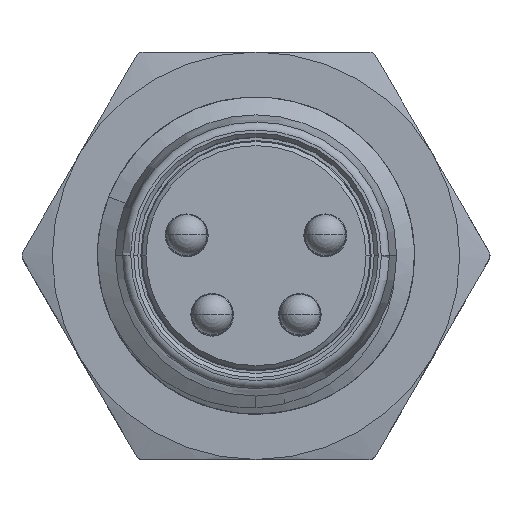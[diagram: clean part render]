
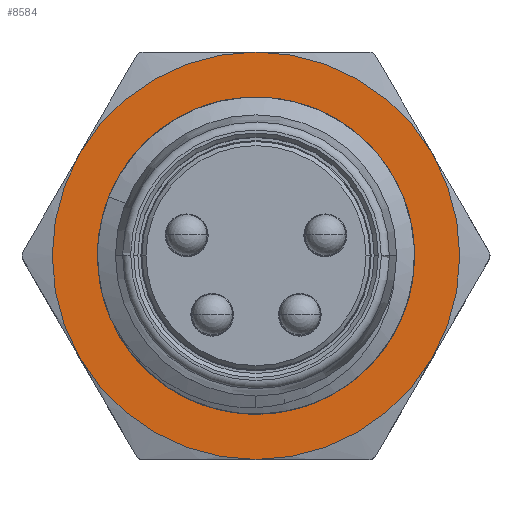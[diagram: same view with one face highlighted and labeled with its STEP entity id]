
A CAD part, top view. The second image highlights one B-rep face of the part: STEP entity #8584.
In plain terms, the highlighted planar face has unit normal (0, 0, 1).
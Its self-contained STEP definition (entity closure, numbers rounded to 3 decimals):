
#62=CARTESIAN_POINT('',(0.,0.,2.));
#63=DIRECTION('',(0.,0.,1.));
#64=DIRECTION('',(-0.866,0.5,0.));
#65=AXIS2_PLACEMENT_3D('',#62,#63,#64);
#76=CARTESIAN_POINT('',(0.,0.,2.));
#77=DIRECTION('',(0.,0.,1.));
#78=DIRECTION('',(0.,1.,0.));
#79=AXIS2_PLACEMENT_3D('',#76,#77,#78);
#81=CARTESIAN_POINT('',(0.,0.,2.));
#82=DIRECTION('',(0.,0.,1.));
#83=DIRECTION('',(0.866,0.5,0.));
#84=AXIS2_PLACEMENT_3D('',#81,#82,#83);
#86=CARTESIAN_POINT('',(0.,0.,2.));
#87=DIRECTION('',(0.,0.,1.));
#88=DIRECTION('',(0.,-1.,0.));
#89=AXIS2_PLACEMENT_3D('',#86,#87,#88);
#91=CARTESIAN_POINT('',(0.,0.,2.));
#92=DIRECTION('',(0.,0.,1.));
#93=DIRECTION('',(-0.866,-0.5,0.));
#94=AXIS2_PLACEMENT_3D('',#91,#92,#93);
#96=CARTESIAN_POINT('',(0.,0.,2.));
#97=DIRECTION('',(0.,0.,1.));
#98=DIRECTION('',(0.,1.,0.));
#99=AXIS2_PLACEMENT_3D('',#96,#97,#98);
#101=CARTESIAN_POINT('',(0.,0.,2.));
#102=DIRECTION('',(0.,0.,1.));
#103=DIRECTION('',(0.,-1.,0.));
#104=AXIS2_PLACEMENT_3D('',#101,#102,#103);
#268=CARTESIAN_POINT('',(0.,0.,2.));
#269=DIRECTION('',(0.,0.,1.));
#270=DIRECTION('',(0.866,-0.5,0.));
#271=AXIS2_PLACEMENT_3D('',#268,#269,#270);
#8051=CARTESIAN_POINT('',(0.,3.35,2.));
#8052=CARTESIAN_POINT('',(0.,-3.35,2.));
#8053=VERTEX_POINT('',#8051);
#8054=VERTEX_POINT('',#8052);
#8063=CARTESIAN_POINT('',(-4.33,-2.5,2.));
#8064=CARTESIAN_POINT('',(0.,-5.,2.));
#8065=VERTEX_POINT('',#8063);
#8066=VERTEX_POINT('',#8064);
#8067=CARTESIAN_POINT('',(4.33,-2.5,2.));
#8068=VERTEX_POINT('',#8067);
#8069=CARTESIAN_POINT('',(4.33,2.5,2.));
#8070=CARTESIAN_POINT('',(0.,5.,2.));
#8071=VERTEX_POINT('',#8069);
#8072=VERTEX_POINT('',#8070);
#8073=CARTESIAN_POINT('',(-4.33,2.5,2.));
#8074=VERTEX_POINT('',#8073);
#8560=CARTESIAN_POINT('',(0.,0.,2.));
#8561=DIRECTION('',(0.,0.,1.));
#8562=DIRECTION('',(1.,0.,0.));
#8563=AXIS2_PLACEMENT_3D('',#8560,#8561,#8562);
#8564=PLANE('',#8563);
#8565=ORIENTED_EDGE('',*,*,#8550,.F.);
#8567=ORIENTED_EDGE('',*,*,#8566,.F.);
#8569=ORIENTED_EDGE('',*,*,#8568,.F.);
#8571=ORIENTED_EDGE('',*,*,#8570,.F.);
#8573=ORIENTED_EDGE('',*,*,#8572,.F.);
#8575=ORIENTED_EDGE('',*,*,#8574,.F.);
#8576=EDGE_LOOP('',(#8565,#8567,#8569,#8571,#8573,#8575));
#8577=FACE_OUTER_BOUND('',#8576,.F.);
#8579=ORIENTED_EDGE('',*,*,#8578,.T.);
#8581=ORIENTED_EDGE('',*,*,#8580,.T.);
#8582=EDGE_LOOP('',(#8579,#8581));
#8583=FACE_BOUND('',#8582,.F.);
#66=CIRCLE('',#65,5.);
#80=CIRCLE('',#79,5.);
#85=CIRCLE('',#84,5.);
#90=CIRCLE('',#89,5.);
#95=CIRCLE('',#94,5.);
#100=CIRCLE('',#99,3.35);
#105=CIRCLE('',#104,3.35);
#272=CIRCLE('',#271,5.);
#8550=EDGE_CURVE('',#8074,#8065,#66,.T.);
#8566=EDGE_CURVE('',#8072,#8074,#80,.T.);
#8568=EDGE_CURVE('',#8071,#8072,#85,.T.);
#8570=EDGE_CURVE('',#8068,#8071,#272,.T.);
#8572=EDGE_CURVE('',#8066,#8068,#90,.T.);
#8574=EDGE_CURVE('',#8065,#8066,#95,.T.);
#8578=EDGE_CURVE('',#8053,#8054,#100,.T.);
#8580=EDGE_CURVE('',#8054,#8053,#105,.T.);
#8584=ADVANCED_FACE('',(#8577,#8583),#8564,.T.);
